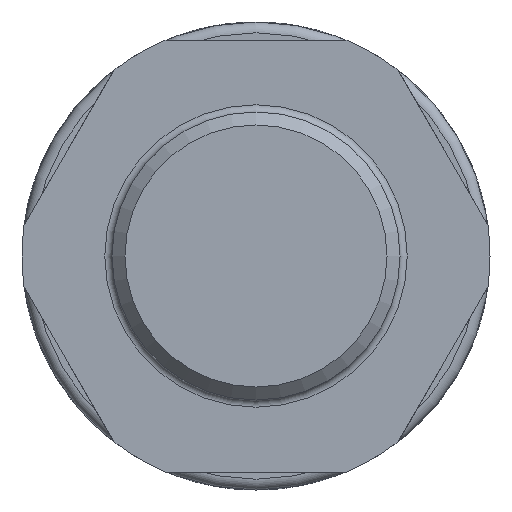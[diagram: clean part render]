
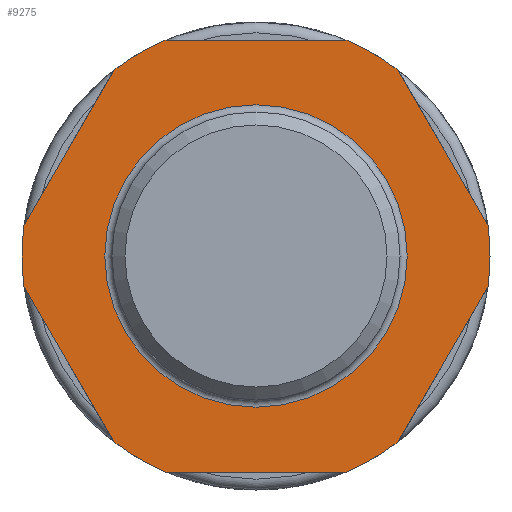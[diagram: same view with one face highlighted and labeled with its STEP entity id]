
A CAD part, left-side view. The second image highlights one B-rep face of the part: STEP entity #9275.
In plain terms, the highlighted planar face has unit normal (-1, 0, 0).
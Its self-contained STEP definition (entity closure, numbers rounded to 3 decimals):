
#81=FACE_BOUND('',#2540,.T.);
#929=LINE('',#18560,#1245);
#932=LINE('',#18586,#1248);
#935=LINE('',#18612,#1251);
#938=LINE('',#18638,#1254);
#941=LINE('',#18664,#1257);
#944=LINE('',#18690,#1260);
#1245=VECTOR('',#13135,10.);
#1248=VECTOR('',#13140,10.);
#1251=VECTOR('',#13145,10.);
#1254=VECTOR('',#13150,10.);
#1257=VECTOR('',#13155,10.);
#1260=VECTOR('',#13160,10.);
#1420=PLANE('',#10496);
#1941=FACE_OUTER_BOUND('',#2539,.T.);
#2539=EDGE_LOOP('',(#8015,#8016,#8017,#8018,#8019,#8020,#8021,#8022,#8023,
#8024,#8025,#8026));
#2540=EDGE_LOOP('',(#8027));
#3035=CIRCLE('',#10479,16.25);
#3038=CIRCLE('',#10483,16.25);
#3039=CIRCLE('',#10485,16.25);
#3042=CIRCLE('',#10489,16.25);
#3043=CIRCLE('',#10491,16.25);
#3047=CIRCLE('',#10497,16.25);
#3048=CIRCLE('',#10498,10.5);
#4077=VERTEX_POINT('',#18557);
#4078=VERTEX_POINT('',#18559);
#4081=VERTEX_POINT('',#18583);
#4082=VERTEX_POINT('',#18585);
#4085=VERTEX_POINT('',#18609);
#4086=VERTEX_POINT('',#18611);
#4089=VERTEX_POINT('',#18635);
#4090=VERTEX_POINT('',#18637);
#4093=VERTEX_POINT('',#18661);
#4094=VERTEX_POINT('',#18663);
#4097=VERTEX_POINT('',#18687);
#4098=VERTEX_POINT('',#18689);
#4100=VERTEX_POINT('',#18713);
#5379=EDGE_CURVE('',#4078,#4077,#929,.T.);
#5383=EDGE_CURVE('',#4082,#4081,#932,.T.);
#5387=EDGE_CURVE('',#4086,#4085,#935,.T.);
#5391=EDGE_CURVE('',#4090,#4089,#938,.T.);
#5395=EDGE_CURVE('',#4094,#4093,#941,.T.);
#5399=EDGE_CURVE('',#4098,#4097,#944,.T.);
#5401=EDGE_CURVE('',#4086,#4089,#3035,.T.);
#5404=EDGE_CURVE('',#4098,#4085,#3038,.T.);
#5405=EDGE_CURVE('',#4082,#4093,#3039,.T.);
#5408=EDGE_CURVE('',#4090,#4081,#3042,.T.);
#5409=EDGE_CURVE('',#4078,#4097,#3043,.T.);
#5413=EDGE_CURVE('',#4094,#4077,#3047,.T.);
#5414=EDGE_CURVE('',#4100,#4100,#3048,.T.);
#8015=ORIENTED_EDGE('',*,*,#5379,.T.);
#8016=ORIENTED_EDGE('',*,*,#5413,.F.);
#8017=ORIENTED_EDGE('',*,*,#5395,.T.);
#8018=ORIENTED_EDGE('',*,*,#5405,.F.);
#8019=ORIENTED_EDGE('',*,*,#5383,.T.);
#8020=ORIENTED_EDGE('',*,*,#5408,.F.);
#8021=ORIENTED_EDGE('',*,*,#5391,.T.);
#8022=ORIENTED_EDGE('',*,*,#5401,.F.);
#8023=ORIENTED_EDGE('',*,*,#5387,.T.);
#8024=ORIENTED_EDGE('',*,*,#5404,.F.);
#8025=ORIENTED_EDGE('',*,*,#5399,.T.);
#8026=ORIENTED_EDGE('',*,*,#5409,.F.);
#8027=ORIENTED_EDGE('',*,*,#5414,.T.);
#9275=ADVANCED_FACE('',(#1941,#81),#1420,.T.);
#10479=AXIS2_PLACEMENT_3D('',#18693,#13164,#13165);
#10483=AXIS2_PLACEMENT_3D('',#18697,#13172,#13173);
#10485=AXIS2_PLACEMENT_3D('',#18699,#13176,#13177);
#10489=AXIS2_PLACEMENT_3D('',#18703,#13184,#13185);
#10491=AXIS2_PLACEMENT_3D('',#18705,#13188,#13189);
#10496=AXIS2_PLACEMENT_3D('',#18711,#13198,#13199);
#10497=AXIS2_PLACEMENT_3D('',#18712,#13200,#13201);
#10498=AXIS2_PLACEMENT_3D('',#18714,#13202,#13203);
#13135=DIRECTION('',(0.,0.5,0.866));
#13140=DIRECTION('',(0.,0.5,-0.866));
#13145=DIRECTION('',(0.,-1.,0.));
#13150=DIRECTION('',(0.,-0.5,-0.866));
#13155=DIRECTION('',(0.,1.,0.));
#13160=DIRECTION('',(0.,-0.5,0.866));
#13164=DIRECTION('center_axis',(1.,0.,0.));
#13165=DIRECTION('ref_axis',(0.,0.,
1.));
#13172=DIRECTION('center_axis',(1.,0.,0.));
#13173=DIRECTION('ref_axis',(0.,0.,
1.));
#13176=DIRECTION('center_axis',(1.,0.,0.));
#13177=DIRECTION('ref_axis',(0.,0.,
1.));
#13184=DIRECTION('center_axis',(1.,0.,0.));
#13185=DIRECTION('ref_axis',(0.,0.,
1.));
#13188=DIRECTION('center_axis',(1.,0.,0.));
#13189=DIRECTION('ref_axis',(0.,0.,
1.));
#13198=DIRECTION('center_axis',(-1.,0.,0.));
#13199=DIRECTION('ref_axis',(0.,0.,
-1.));
#13200=DIRECTION('center_axis',(1.,0.,0.));
#13201=DIRECTION('ref_axis',(0.,0.,
1.));
#13202=DIRECTION('center_axis',(1.,0.,0.));
#13203=DIRECTION('ref_axis',(0.,0.,
1.));
#18557=CARTESIAN_POINT('',(-23.5,-9.865,12.913));
#18559=CARTESIAN_POINT('',(-23.5,-16.115,2.087));
#18560=CARTESIAN_POINT('',(-23.5,-16.584,1.275));
#18583=CARTESIAN_POINT('',(-23.5,16.115,2.087));
#18585=CARTESIAN_POINT('',(-23.5,9.865,12.913));
#18586=CARTESIAN_POINT('',(-23.5,9.397,13.725));
#18609=CARTESIAN_POINT('',(-23.5,-6.25,-15.));
#18611=CARTESIAN_POINT('',(-23.5,6.25,-15.));
#18612=CARTESIAN_POINT('',(-23.5,-5.,-15.));
#18635=CARTESIAN_POINT('',(-23.5,9.865,-12.913));
#18637=CARTESIAN_POINT('',(-23.5,16.115,-2.087));
#18638=CARTESIAN_POINT('',(-23.5,12.522,-8.312));
#18661=CARTESIAN_POINT('',(-23.5,6.25,15.));
#18663=CARTESIAN_POINT('',(-23.5,-6.25,15.));
#18664=CARTESIAN_POINT('',(-23.5,-11.25,15.));
#18687=CARTESIAN_POINT('',(-23.5,-16.115,-2.087));
#18689=CARTESIAN_POINT('',(-23.5,-9.865,-12.913));
#18690=CARTESIAN_POINT('',(-23.5,-13.459,-6.688));
#18693=CARTESIAN_POINT('Origin',(-23.5,0.,0.));
#18697=CARTESIAN_POINT('Origin',(-23.5,0.,0.));
#18699=CARTESIAN_POINT('Origin',(-23.5,0.,0.));
#18703=CARTESIAN_POINT('Origin',(-23.5,0.,0.));
#18705=CARTESIAN_POINT('Origin',(-23.5,0.,0.));
#18711=CARTESIAN_POINT('Origin',(-23.5,-16.25,0.));
#18712=CARTESIAN_POINT('Origin',(-23.5,0.,0.));
#18713=CARTESIAN_POINT('',(-23.5,-10.5,0.));
#18714=CARTESIAN_POINT('Origin',(-23.5,0.,0.));
